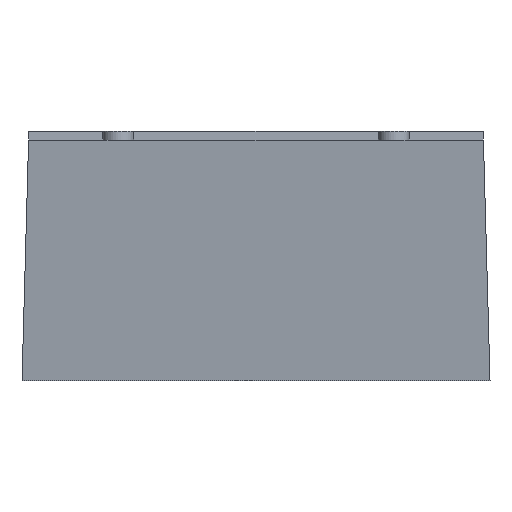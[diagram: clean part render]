
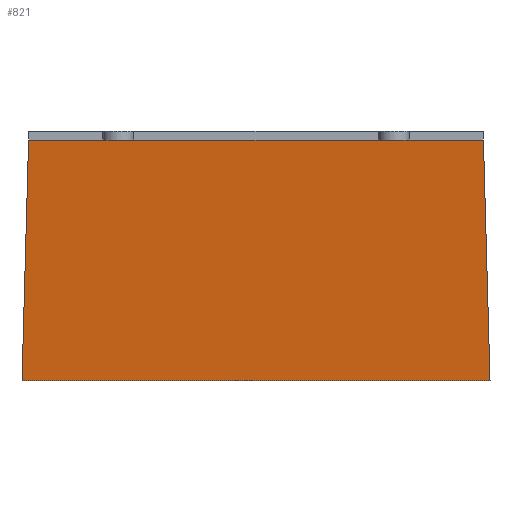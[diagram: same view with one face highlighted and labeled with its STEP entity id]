
A CAD part, front view. The second image highlights one B-rep face of the part: STEP entity #821.
In plain terms, the highlighted planar face has unit normal (0, -0.994, -0.108).
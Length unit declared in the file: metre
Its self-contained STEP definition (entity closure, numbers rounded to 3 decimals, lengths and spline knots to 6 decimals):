
#212=ORIENTED_EDGE('',*,*,#358,.F.);
#213=ORIENTED_EDGE('',*,*,#359,.F.);
#214=ORIENTED_EDGE('',*,*,#356,.F.);
#215=ORIENTED_EDGE('',*,*,#272,.T.);
#216=ORIENTED_EDGE('',*,*,#296,.F.);
#217=ORIENTED_EDGE('',*,*,#277,.T.);
#218=ORIENTED_EDGE('',*,*,#305,.F.);
#219=ORIENTED_EDGE('',*,*,#360,.T.);
#272=EDGE_CURVE('',#382,#383,#454,.F.);
#277=EDGE_CURVE('',#387,#388,#457,.F.);
#296=EDGE_CURVE('',#387,#383,#471,.T.);
#305=EDGE_CURVE('',#406,#388,#479,.T.);
#356=EDGE_CURVE('',#382,#424,#522,.T.);
#358=EDGE_CURVE('',#438,#439,#524,.F.);
#359=EDGE_CURVE('',#424,#438,#525,.T.);
#360=EDGE_CURVE('',#406,#439,#526,.T.);
#382=VERTEX_POINT('',#1140);
#383=VERTEX_POINT('',#1141);
#387=VERTEX_POINT('',#1151);
#388=VERTEX_POINT('',#1152);
#406=VERTEX_POINT('',#1206);
#424=VERTEX_POINT('',#1265);
#438=VERTEX_POINT('',#1315);
#439=VERTEX_POINT('',#1316);
#454=LINE('',#1139,#548);
#457=LINE('',#1150,#551);
#471=LINE('',#1189,#565);
#479=LINE('',#1207,#573);
#522=LINE('',#1309,#616);
#524=LINE('',#1314,#618);
#525=LINE('',#1317,#619);
#526=LINE('',#1318,#620);
#548=VECTOR('',#919,1.);
#551=VECTOR('',#928,1.);
#565=VECTOR('',#962,1.);
#573=VECTOR('',#980,1.);
#616=VECTOR('',#1079,1.);
#618=VECTOR('',#1087,1.);
#619=VECTOR('',#1088,1.);
#620=VECTOR('',#1089,1.);
#682=EDGE_LOOP('',(#212,#213,#214,#215,#216,#217,#218,#219));
#740=FACE_BOUND('',#682,.T.);
#777=PLANE('',#894);
#821=ADVANCED_FACE('',(#740),#777,.F.);
#894=AXIS2_PLACEMENT_3D('',#1313,#1085,#1086);
#919=DIRECTION('',(1.,0.,0.));
#928=DIRECTION('',(1.,0.,0.));
#962=DIRECTION('',(1.,0.,0.));
#980=DIRECTION('',(1.,0.,0.));
#1079=DIRECTION('',(1.,0.,0.));
#1085=DIRECTION('',(0.,0.994,0.108));
#1086=DIRECTION('',(0.,-0.108,0.994));
#1087=DIRECTION('',(1.,0.,0.));
#1088=DIRECTION('',(0.027,0.108,-0.994));
#1089=DIRECTION('',(-0.027,0.108,-0.994));
#1139=CARTESIAN_POINT('',(0.,-0.0395,-0.022));
#1140=CARTESIAN_POINT('',(0.035,-0.0395,-0.022));
#1141=CARTESIAN_POINT('',(0.028,-0.0395,-0.022));
#1150=CARTESIAN_POINT('',(0.,-0.0395,-0.022));
#1151=CARTESIAN_POINT('',(-0.028,-0.0395,-0.022));
#1152=CARTESIAN_POINT('',(-0.035,-0.0395,-0.022));
#1189=CARTESIAN_POINT('',(0.,-0.0395,-0.022));
#1206=CARTESIAN_POINT('',(-0.052,-0.0395,-0.022));
#1207=CARTESIAN_POINT('',(-0.0435,-0.0395,-0.022));
#1265=CARTESIAN_POINT('',(0.052,-0.0395,-0.022));
#1309=CARTESIAN_POINT('',(0.0435,-0.0395,-0.022));
#1313=CARTESIAN_POINT('',(0.,-0.041407,-0.004517));
#1314=CARTESIAN_POINT('',(0.,-0.0335,-0.077));
#1315=CARTESIAN_POINT('',(0.0535,-0.0335,-0.077));
#1316=CARTESIAN_POINT('',(-0.0535,-0.0335,-0.077));
#1317=CARTESIAN_POINT('',(0.052,-0.0395,-0.022));
#1318=CARTESIAN_POINT('',(-0.052,-0.0395,-0.022));
